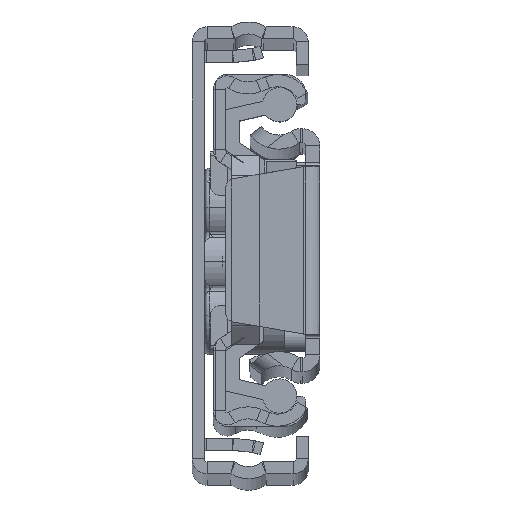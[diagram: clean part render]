
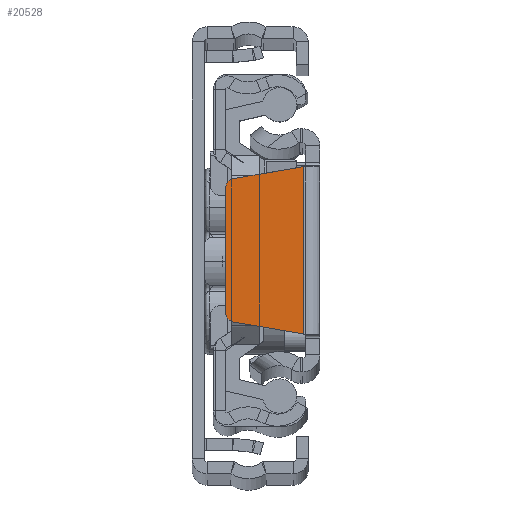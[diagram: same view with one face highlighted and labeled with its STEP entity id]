
A CAD part, top view. The second image highlights one B-rep face of the part: STEP entity #20528.
In plain terms, the highlighted planar face has unit normal (0, 0, 1).
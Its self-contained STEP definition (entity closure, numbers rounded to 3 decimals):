
#36 = AXIS2_PLACEMENT_3D ( 'NONE', #21322, #21639, #12950 ) ;
#52 = ORIENTED_EDGE ( 'NONE', *, *, #11030, .F. ) ;
#166 = ORIENTED_EDGE ( 'NONE', *, *, #20756, .F. ) ;
#955 = VERTEX_POINT ( 'NONE', #19418 ) ;
#1380 = EDGE_CURVE ( 'NONE', #4196, #14218, #20448, .T. ) ;
#1965 = ORIENTED_EDGE ( 'NONE', *, *, #1380, .F. ) ;
#2118 = VERTEX_POINT ( 'NONE', #12344 ) ;
#2371 = DIRECTION ( 'NONE',  ( 0., 0., -1. ) ) ;
#3107 = VECTOR ( 'NONE', #13301, 1000. ) ;
#3931 = VERTEX_POINT ( 'NONE', #13162 ) ;
#4196 = VERTEX_POINT ( 'NONE', #16195 ) ;
#4732 = ORIENTED_EDGE ( 'NONE', *, *, #12689, .F. ) ;
#5166 = LINE ( 'NONE', #16382, #15408 ) ;
#5463 = VECTOR ( 'NONE', #10713, 1000. ) ;
#6878 = EDGE_CURVE ( 'NONE', #3931, #955, #5166, .T. ) ;
#7235 = DIRECTION ( 'NONE',  ( 0.986, 0.168, 0. ) ) ;
#8000 = PLANE ( 'NONE',  #36 ) ;
#8942 = EDGE_LOOP ( 'NONE', ( #21060, #4732, #166, #1965, #52, #18040 ) ) ;
#9269 = CIRCLE ( 'NONE', #11366, 1. ) ;
#9293 = LINE ( 'NONE', #17755, #5463 ) ;
#9853 = FACE_OUTER_BOUND ( 'NONE', #8942, .T. ) ;
#9881 = CARTESIAN_POINT ( 'NONE',  ( -9.4, 6.156, 0. ) ) ;
#10713 = DIRECTION ( 'NONE',  ( -0.986, 0.168, 0. ) ) ;
#11030 = EDGE_CURVE ( 'NONE', #16772, #4196, #9269, .T. ) ;
#11366 = AXIS2_PLACEMENT_3D ( 'NONE', #11968, #11861, #15271 ) ;
#11861 = DIRECTION ( 'NONE',  ( 0., 0., -1. ) ) ;
#11968 = CARTESIAN_POINT ( 'NONE',  ( -8.4, -6.156, 0. ) ) ;
#11971 = AXIS2_PLACEMENT_3D ( 'NONE', #19194, #2371, #20862 ) ;
#12158 = CARTESIAN_POINT ( 'NONE',  ( -1.5, 8.35, 0. ) ) ;
#12344 = CARTESIAN_POINT ( 'NONE',  ( -8.568, 7.142, 0. ) ) ;
#12689 = EDGE_CURVE ( 'NONE', #2118, #3931, #13604, .T. ) ;
#12950 = DIRECTION ( 'NONE',  ( -1., 0., 0. ) ) ;
#13162 = CARTESIAN_POINT ( 'NONE',  ( -1.6, 8.333, 0. ) ) ;
#13301 = DIRECTION ( 'NONE',  ( 0., 1., 0. ) ) ;
#13604 = LINE ( 'NONE', #12158, #21356 ) ;
#14218 = VERTEX_POINT ( 'NONE', #18522 ) ;
#14437 = CIRCLE ( 'NONE', #11971, 1. ) ;
#15271 = DIRECTION ( 'NONE',  ( -1., 0., 0. ) ) ;
#15408 = VECTOR ( 'NONE', #16706, 1000. ) ;
#16195 = CARTESIAN_POINT ( 'NONE',  ( -9.4, -6.156, 0. ) ) ;
#16382 = CARTESIAN_POINT ( 'NONE',  ( -1.6, -8.333, 0. ) ) ;
#16706 = DIRECTION ( 'NONE',  ( 0., -1., 0. ) ) ;
#16772 = VERTEX_POINT ( 'NONE', #17673 ) ;
#17198 = EDGE_CURVE ( 'NONE', #955, #16772, #9293, .T. ) ;
#17673 = CARTESIAN_POINT ( 'NONE',  ( -8.568, -7.142, 0. ) ) ;
#17755 = CARTESIAN_POINT ( 'NONE',  ( -8.568, -7.142, 0. ) ) ;
#18040 = ORIENTED_EDGE ( 'NONE', *, *, #17198, .F. ) ;
#18522 = CARTESIAN_POINT ( 'NONE',  ( -9.4, 6.156, 0. ) ) ;
#19194 = CARTESIAN_POINT ( 'NONE',  ( -8.4, 6.156, 0. ) ) ;
#19418 = CARTESIAN_POINT ( 'NONE',  ( -1.6, -8.333, 0. ) ) ;
#20448 = LINE ( 'NONE', #9881, #3107 ) ;
#20528 = ADVANCED_FACE ( 'NONE', ( #9853 ), #8000, .F. ) ;
#20756 = EDGE_CURVE ( 'NONE', #14218, #2118, #14437, .T. ) ;
#20862 = DIRECTION ( 'NONE',  ( -1., 0., 0. ) ) ;
#21060 = ORIENTED_EDGE ( 'NONE', *, *, #6878, .F. ) ;
#21322 = CARTESIAN_POINT ( 'NONE',  ( -8.4, 6.156, 0. ) ) ;
#21356 = VECTOR ( 'NONE', #7235, 1000. ) ;
#21639 = DIRECTION ( 'NONE',  ( 0., 0., -1. ) ) ;
